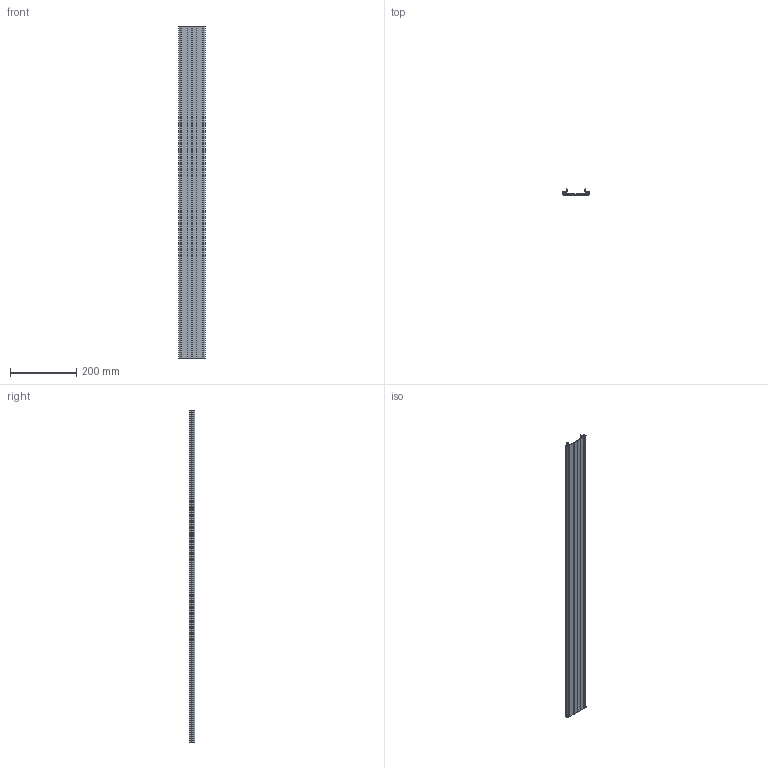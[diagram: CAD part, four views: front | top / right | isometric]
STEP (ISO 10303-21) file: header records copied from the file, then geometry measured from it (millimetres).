
FILE_DESCRIPTION(/* description */ (''),/* implementation_level */ '2;1');
FILE_NAME(/* name */ '10163_KriTec_Kabelkanal_Traeger-_Deckelprofil_80.stp',/* time_stamp */ '2015-07-10T12:05:37+02:00',/* author */ ('kostic'),/* organization */ (''),/* preprocessor_version */ 'ST-DEVELOPER v15.2',/* originating_system */ 'Autodesk Inventor 2014',/* authorisation */ '');
FILE_SCHEMA (('CONFIG_CONTROL_DESIGN'));
Length unit declared in the file: millimetre
Products named in the file (1): 10163_KriTec_Kabelkanal_Traeger-_Deckelprofil_80
Bounding box: 80 x 16.5 x 1000 mm (x, y, z)
Volume: 271772.4 mm3; surface area: 270052.8 mm2
Topology: 1 solids, 1 shells, 95 faces, 279 edges, 186 vertices
Faces by surface type: plane 51, cylinder 44
Entity records: 3205 total; most frequent: CARTESIAN_POINT 561, DIRECTION 559, ORIENTED_EDGE 558, EDGE_CURVE 279, LINE 191, VECTOR 191, VERTEX_POINT 186, AXIS2_PLACEMENT_3D 184
